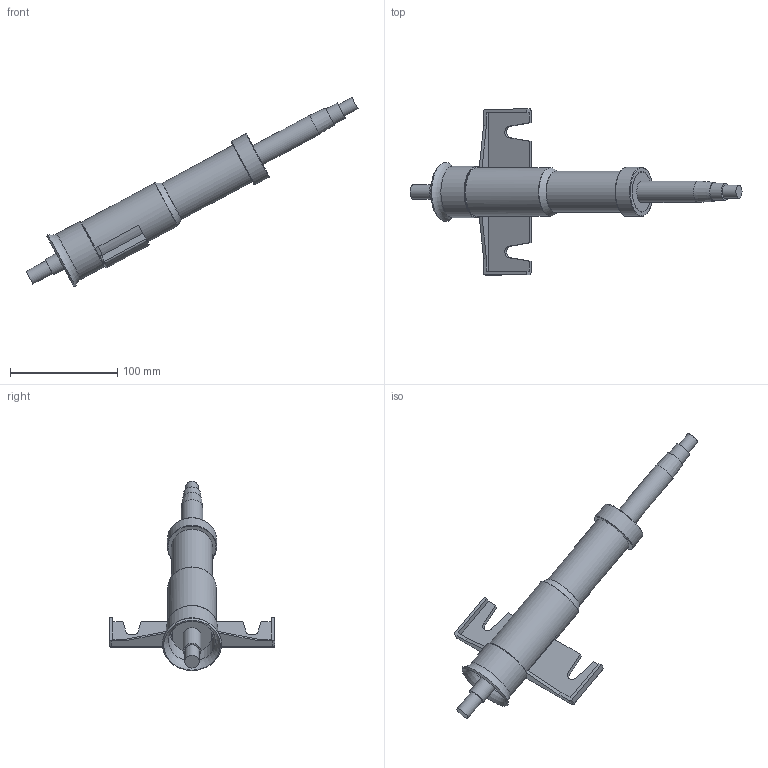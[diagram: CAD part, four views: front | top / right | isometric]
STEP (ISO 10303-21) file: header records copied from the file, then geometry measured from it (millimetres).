
FILE_DESCRIPTION(/* description */ (''),/* implementation_level */ '2;1');
FILE_NAME(/* name */ 'MANIFOLD_SOLID_BREP_505_.stp',/* time_stamp */ '2016-06-02T11:43:28+02:00',/* author */ (''),/* organization */ (''),/* preprocessor_version */ 'ST-DEVELOPER v16.5',/* originating_system */ 'Autodesk Translation Framework v5.0.0.3310',/* authorisation */ '');
FILE_SCHEMA (('AUTOMOTIVE_DESIGN { 1 0 10303 214 3 1 1 }'));
Length unit declared in the file: centimetre
Products named in the file (1): MANIFOLD_SOLID_BREP_505_
Bounding box: 310.05 x 155 x 176.58 mm (x, y, z)
Volume: 314914.7 mm3; surface area: 83971.9 mm2
Topology: 1 solids, 1 shells, 88 faces, 218 edges, 138 vertices
Faces by surface type: plane 41, cylinder 26, torus 15, cone 4, sphere 2
Full cylindrical faces by diameter (mm): 12 x1, 13.448 x1, 16 x1, 16.5 x1, 20 x1, 37 x2, 38 x1, 38.4 x1, 41.4 x1, 42 x1, 44 x1, 45.4 x1, 46 x1, 48 x1
Entity records: 2536 total; most frequent: DIRECTION 466, CARTESIAN_POINT 449, ORIENTED_EDGE 382, EDGE_CURVE 191, AXIS2_PLACEMENT_3D 189, VERTEX_POINT 134, EDGE_LOOP 121, CIRCLE 100
